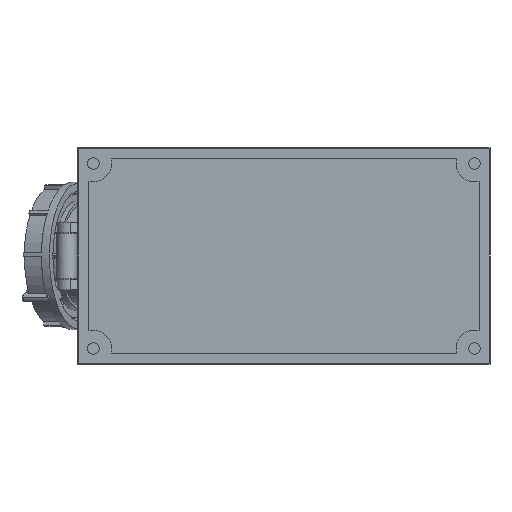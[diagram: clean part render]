
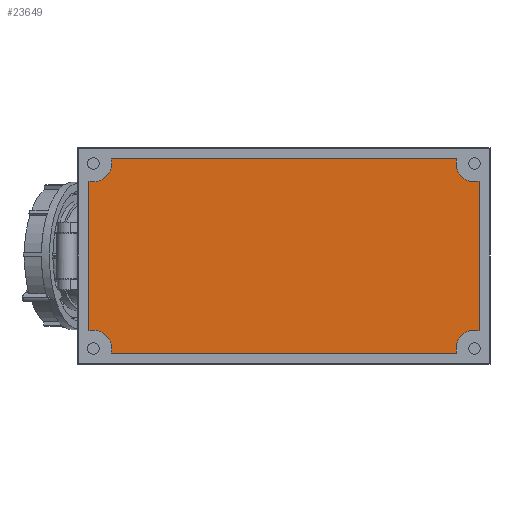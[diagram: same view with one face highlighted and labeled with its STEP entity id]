
A CAD part, front view. The second image highlights one B-rep face of the part: STEP entity #23649.
In plain terms, the highlighted planar face has unit normal (0, -1, 0).
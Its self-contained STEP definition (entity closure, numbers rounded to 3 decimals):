
#1793 = ORIENTED_EDGE ( 'NONE', *, *, #20178, .T. ) ;
#3825 = CARTESIAN_POINT ( 'NONE',  ( -94.318, 1., -53. ) ) ;
#3920 = VECTOR ( 'NONE', #39045, 1000. ) ;
#4371 = CIRCLE ( 'NONE', #31203, 10. ) ;
#5178 = EDGE_CURVE ( 'NONE', #26725, #21566, #26421, .T. ) ;
#5215 = CARTESIAN_POINT ( 'NONE',  ( -104., 1., 50.5 ) ) ;
#5369 = PLANE ( 'NONE',  #21843 ) ;
#5761 = VERTEX_POINT ( 'NONE', #39104 ) ;
#5811 = AXIS2_PLACEMENT_3D ( 'NONE', #23919, #34214, #8164 ) ;
#6194 = LINE ( 'NONE', #3825, #37408 ) ;
#6328 = EDGE_CURVE ( 'NONE', #19535, #18580, #21732, .T. ) ;
#6674 = VERTEX_POINT ( 'NONE', #16337 ) ;
#6692 = DIRECTION ( 'NONE',  ( 0., 1., 0. ) ) ;
#7130 = EDGE_CURVE ( 'NONE', #37695, #26725, #39190, .T. ) ;
#7898 = EDGE_CURVE ( 'NONE', #21566, #8751, #4371, .T. ) ;
#8164 = DIRECTION ( 'NONE',  ( -1., 0., 0. ) ) ;
#8354 = ORIENTED_EDGE ( 'NONE', *, *, #7898, .T. ) ;
#8543 = ORIENTED_EDGE ( 'NONE', *, *, #34451, .T. ) ;
#8751 = VERTEX_POINT ( 'NONE', #33023 ) ;
#8973 = VERTEX_POINT ( 'NONE', #19536 ) ;
#10225 = DIRECTION ( 'NONE',  ( -1., 0., 0. ) ) ;
#10588 = VECTOR ( 'NONE', #28730, 1000. ) ;
#11253 = LINE ( 'NONE', #24055, #21058 ) ;
#11892 = DIRECTION ( 'NONE',  ( 0., 1., 0. ) ) ;
#12014 = CARTESIAN_POINT ( 'NONE',  ( 94.318, 1., -53. ) ) ;
#12578 = LINE ( 'NONE', #31469, #10588 ) ;
#14016 = CARTESIAN_POINT ( 'NONE',  ( 104., 1., -50.5 ) ) ;
#15964 = ORIENTED_EDGE ( 'NONE', *, *, #21370, .T. ) ;
#16337 = CARTESIAN_POINT ( 'NONE',  ( -94.318, 1., -53. ) ) ;
#17280 = CARTESIAN_POINT ( 'NONE',  ( 104., 1., 50.5 ) ) ;
#17973 = CARTESIAN_POINT ( 'NONE',  ( 106.5, 1., -40.818 ) ) ;
#18366 = CARTESIAN_POINT ( 'NONE',  ( -106.5, 1., -40.818 ) ) ;
#18455 = DIRECTION ( 'NONE',  ( 1., 0., 0. ) ) ;
#18580 = VERTEX_POINT ( 'NONE', #25879 ) ;
#18811 = DIRECTION ( 'NONE',  ( 1., 0., 0. ) ) ;
#19060 = EDGE_CURVE ( 'NONE', #36167, #8973, #22572, .T. ) ;
#19513 = DIRECTION ( 'NONE',  ( 1., 0., 0. ) ) ;
#19535 = VERTEX_POINT ( 'NONE', #25890 ) ;
#19536 = CARTESIAN_POINT ( 'NONE',  ( -94., 1., -50.5 ) ) ;
#19894 = CIRCLE ( 'NONE', #27268, 10. ) ;
#20178 = EDGE_CURVE ( 'NONE', #5761, #36167, #12578, .T. ) ;
#20922 = DIRECTION ( 'NONE',  ( 0., 0., -1. ) ) ;
#21058 = VECTOR ( 'NONE', #36050, 1000. ) ;
#21370 = EDGE_CURVE ( 'NONE', #6674, #37695, #6194, .T. ) ;
#21566 = VERTEX_POINT ( 'NONE', #24158 ) ;
#21732 = CIRCLE ( 'NONE', #35827, 10. ) ;
#21843 = AXIS2_PLACEMENT_3D ( 'NONE', #40671, #11892, #20922 ) ;
#21924 = EDGE_CURVE ( 'NONE', #18580, #5761, #19894, .T. ) ;
#22572 = CIRCLE ( 'NONE', #5811, 10. ) ;
#22778 = EDGE_LOOP ( 'NONE', ( #8543, #25246, #30020, #1793, #35119, #33558, #15964, #39739, #26415, #8354 ) ) ;
#23649 = ADVANCED_FACE ( 'NONE', ( #37510 ), #5369, .F. ) ;
#23919 = CARTESIAN_POINT ( 'NONE',  ( -104., 1., -50.5 ) ) ;
#24055 = CARTESIAN_POINT ( 'NONE',  ( -94.318, 1., 53. ) ) ;
#24158 = CARTESIAN_POINT ( 'NONE',  ( 106.5, 1., 40.818 ) ) ;
#25246 = ORIENTED_EDGE ( 'NONE', *, *, #6328, .T. ) ;
#25879 = CARTESIAN_POINT ( 'NONE',  ( -94., 1., 50.5 ) ) ;
#25890 = CARTESIAN_POINT ( 'NONE',  ( -94.318, 1., 53. ) ) ;
#26415 = ORIENTED_EDGE ( 'NONE', *, *, #5178, .T. ) ;
#26421 = LINE ( 'NONE', #29772, #3920 ) ;
#26725 = VERTEX_POINT ( 'NONE', #17973 ) ;
#27220 = DIRECTION ( 'NONE',  ( 0., 1., 0. ) ) ;
#27268 = AXIS2_PLACEMENT_3D ( 'NONE', #5215, #37140, #18455 ) ;
#28730 = DIRECTION ( 'NONE',  ( 0., 0., -1. ) ) ;
#29117 = AXIS2_PLACEMENT_3D ( 'NONE', #14016, #27220, #33332 ) ;
#29772 = CARTESIAN_POINT ( 'NONE',  ( 106.5, 1., -40.818 ) ) ;
#30020 = ORIENTED_EDGE ( 'NONE', *, *, #21924, .T. ) ;
#30058 = DIRECTION ( 'NONE',  ( 0., 1., 0. ) ) ;
#31203 = AXIS2_PLACEMENT_3D ( 'NONE', #17280, #30058, #33439 ) ;
#31469 = CARTESIAN_POINT ( 'NONE',  ( -106.5, 1., -40.818 ) ) ;
#31898 = EDGE_CURVE ( 'NONE', #8973, #6674, #40507, .T. ) ;
#32062 = CARTESIAN_POINT ( 'NONE',  ( -104., 1., -50.5 ) ) ;
#33023 = CARTESIAN_POINT ( 'NONE',  ( 94.318, 1., 53. ) ) ;
#33332 = DIRECTION ( 'NONE',  ( 1., 0., 0. ) ) ;
#33439 = DIRECTION ( 'NONE',  ( -1., 0., 0. ) ) ;
#33558 = ORIENTED_EDGE ( 'NONE', *, *, #31898, .T. ) ;
#34214 = DIRECTION ( 'NONE',  ( 0., 1., 0. ) ) ;
#34451 = EDGE_CURVE ( 'NONE', #8751, #19535, #11253, .T. ) ;
#35119 = ORIENTED_EDGE ( 'NONE', *, *, #19060, .T. ) ;
#35481 = CARTESIAN_POINT ( 'NONE',  ( -104., 1., 50.5 ) ) ;
#35827 = AXIS2_PLACEMENT_3D ( 'NONE', #35481, #6692, #19513 ) ;
#36050 = DIRECTION ( 'NONE',  ( -1., 0., 0. ) ) ;
#36167 = VERTEX_POINT ( 'NONE', #18366 ) ;
#37140 = DIRECTION ( 'NONE',  ( 0., 1., 0. ) ) ;
#37408 = VECTOR ( 'NONE', #18811, 1000. ) ;
#37510 = FACE_OUTER_BOUND ( 'NONE', #22778, .T. ) ;
#37695 = VERTEX_POINT ( 'NONE', #12014 ) ;
#38373 = DIRECTION ( 'NONE',  ( 0., 1., 0. ) ) ;
#39045 = DIRECTION ( 'NONE',  ( 0., 0., 1. ) ) ;
#39104 = CARTESIAN_POINT ( 'NONE',  ( -106.5, 1., 40.818 ) ) ;
#39190 = CIRCLE ( 'NONE', #29117, 10. ) ;
#39739 = ORIENTED_EDGE ( 'NONE', *, *, #7130, .T. ) ;
#40507 = CIRCLE ( 'NONE', #41169, 10. ) ;
#40671 = CARTESIAN_POINT ( 'NONE',  ( -104., 1., -50.5 ) ) ;
#41169 = AXIS2_PLACEMENT_3D ( 'NONE', #32062, #38373, #10225 ) ;
